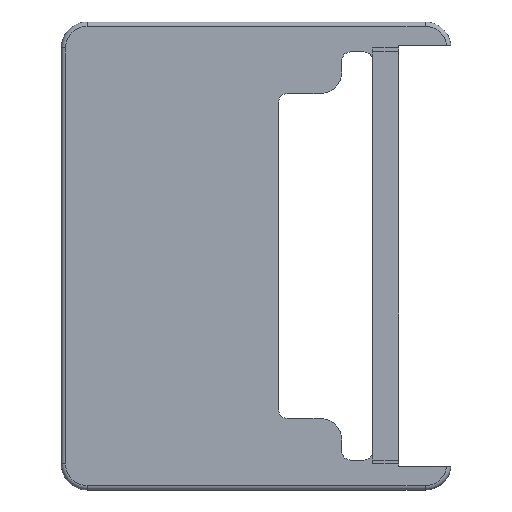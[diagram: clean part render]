
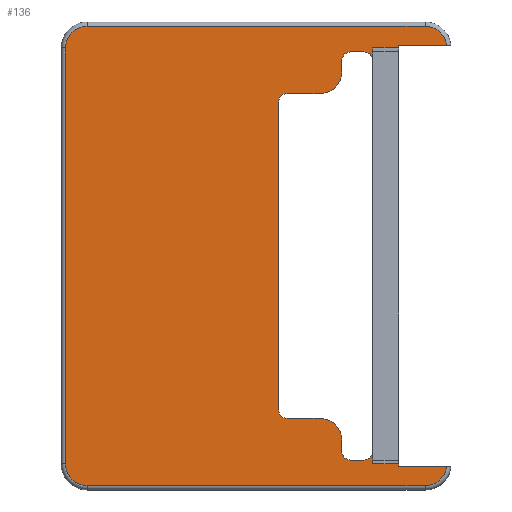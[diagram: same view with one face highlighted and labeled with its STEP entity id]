
A CAD part, top view. The second image highlights one B-rep face of the part: STEP entity #136.
In plain terms, the highlighted planar face has unit normal (0, 0, 1).
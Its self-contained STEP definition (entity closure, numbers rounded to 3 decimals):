
#54 = VERTEX_POINT('',#55);
#55 = CARTESIAN_POINT('',(35.94,49.55,3.2));
#56 = VERTEX_POINT('',#57);
#57 = CARTESIAN_POINT('',(35.94,4.45,3.2));
#63 = EDGE_CURVE('',#56,#64,#66,.T.);
#64 = VERTEX_POINT('',#65);
#65 = CARTESIAN_POINT('',(35.94,3.45,3.2));
#66 = LINE('',#67,#68);
#67 = CARTESIAN_POINT('',(35.94,51.,3.2));
#68 = VECTOR('',#69,1.);
#69 = DIRECTION('',(0.,-1.,0.));
#88 = VERTEX_POINT('',#89);
#89 = CARTESIAN_POINT('',(35.94,50.55,3.2));
#95 = EDGE_CURVE('',#88,#54,#96,.T.);
#96 = LINE('',#97,#98);
#97 = CARTESIAN_POINT('',(35.94,51.,3.2));
#98 = VECTOR('',#99,1.);
#99 = DIRECTION('',(0.,-1.,0.));
#136 = ADVANCED_FACE('',(#137),#389,.T.);
#137 = FACE_BOUND('',#138,.T.);
#138 = EDGE_LOOP('',(#139,#149,#156,#157,#165,#173,#181,#189,#198,#206,
    #215,#223,#232,#240,#249,#257,#265,#273,#279,#280,#289,#297,#306,
    #314,#323,#331,#340,#348,#357,#365,#374,#382));
#139 = ORIENTED_EDGE('',*,*,#140,.T.);
#140 = EDGE_CURVE('',#141,#143,#145,.T.);
#141 = VERTEX_POINT('',#142);
#142 = CARTESIAN_POINT('',(33.4,50.55,3.2));
#143 = VERTEX_POINT('',#144);
#144 = CARTESIAN_POINT('',(34.94,50.55,3.2));
#145 = LINE('',#146,#147);
#146 = CARTESIAN_POINT('',(19.475,50.55,3.2));
#147 = VECTOR('',#148,1.);
#148 = DIRECTION('',(1.,0.,0.));
#149 = ORIENTED_EDGE('',*,*,#150,.F.);
#150 = EDGE_CURVE('',#54,#143,#151,.T.);
#151 = CIRCLE('',#152,1.);
#152 = AXIS2_PLACEMENT_3D('',#153,#154,#155);
#153 = CARTESIAN_POINT('',(34.94,49.55,3.2));
#154 = DIRECTION('',(0.,0.,1.));
#155 = DIRECTION('',(0.,1.,-0.));
#156 = ORIENTED_EDGE('',*,*,#95,.F.);
#157 = ORIENTED_EDGE('',*,*,#158,.F.);
#158 = EDGE_CURVE('',#159,#88,#161,.T.);
#159 = VERTEX_POINT('',#160);
#160 = CARTESIAN_POINT('',(35.94,51.,3.2));
#161 = LINE('',#162,#163);
#162 = CARTESIAN_POINT('',(35.94,51.,3.2));
#163 = VECTOR('',#164,1.);
#164 = DIRECTION('',(0.,-1.,0.));
#165 = ORIENTED_EDGE('',*,*,#166,.F.);
#166 = EDGE_CURVE('',#167,#159,#169,.T.);
#167 = VERTEX_POINT('',#168);
#168 = CARTESIAN_POINT('',(38.94,51.,3.2));
#169 = LINE('',#170,#171);
#170 = CARTESIAN_POINT('',(38.94,51.,3.2));
#171 = VECTOR('',#172,1.);
#172 = DIRECTION('',(-1.,0.,0.));
#173 = ORIENTED_EDGE('',*,*,#174,.T.);
#174 = EDGE_CURVE('',#167,#175,#177,.T.);
#175 = VERTEX_POINT('',#176);
#176 = CARTESIAN_POINT('',(38.94,51.3,3.2));
#177 = LINE('',#178,#179);
#178 = CARTESIAN_POINT('',(38.94,1.35,3.2));
#179 = VECTOR('',#180,1.);
#180 = DIRECTION('',(0.,1.,0.));
#181 = ORIENTED_EDGE('',*,*,#182,.F.);
#182 = EDGE_CURVE('',#183,#175,#185,.T.);
#183 = VERTEX_POINT('',#184);
#184 = CARTESIAN_POINT('',(44.482,51.3,3.2));
#185 = LINE('',#186,#187);
#186 = CARTESIAN_POINT('',(19.47,51.3,3.2));
#187 = VECTOR('',#188,1.);
#188 = DIRECTION('',(-1.,0.,0.));
#189 = ORIENTED_EDGE('',*,*,#190,.F.);
#190 = EDGE_CURVE('',#191,#183,#193,.T.);
#191 = VERTEX_POINT('',#192);
#192 = CARTESIAN_POINT('',(42.,53.5,3.2));
#193 = CIRCLE('',#194,2.5);
#194 = AXIS2_PLACEMENT_3D('',#195,#196,#197);
#195 = CARTESIAN_POINT('',(42.,51.,3.2));
#196 = DIRECTION('',(0.,0.,-1.));
#197 = DIRECTION('',(0.,1.,0.));
#198 = ORIENTED_EDGE('',*,*,#199,.F.);
#199 = EDGE_CURVE('',#200,#191,#202,.T.);
#200 = VERTEX_POINT('',#201);
#201 = CARTESIAN_POINT('',(3.,53.5,3.2));
#202 = LINE('',#203,#204);
#203 = CARTESIAN_POINT('',(3.,53.5,3.2));
#204 = VECTOR('',#205,1.);
#205 = DIRECTION('',(1.,0.,0.));
#206 = ORIENTED_EDGE('',*,*,#207,.F.);
#207 = EDGE_CURVE('',#208,#200,#210,.T.);
#208 = VERTEX_POINT('',#209);
#209 = CARTESIAN_POINT('',(0.5,51.,3.2));
#210 = CIRCLE('',#211,2.5);
#211 = AXIS2_PLACEMENT_3D('',#212,#213,#214);
#212 = CARTESIAN_POINT('',(3.,51.,3.2));
#213 = DIRECTION('',(0.,0.,-1.));
#214 = DIRECTION('',(-1.,0.,0.));
#215 = ORIENTED_EDGE('',*,*,#216,.F.);
#216 = EDGE_CURVE('',#217,#208,#219,.T.);
#217 = VERTEX_POINT('',#218);
#218 = CARTESIAN_POINT('',(0.5,3.,3.2));
#219 = LINE('',#220,#221);
#220 = CARTESIAN_POINT('',(0.5,3.,3.2));
#221 = VECTOR('',#222,1.);
#222 = DIRECTION('',(0.,1.,0.));
#223 = ORIENTED_EDGE('',*,*,#224,.F.);
#224 = EDGE_CURVE('',#225,#217,#227,.T.);
#225 = VERTEX_POINT('',#226);
#226 = CARTESIAN_POINT('',(3.,0.5,3.2));
#227 = CIRCLE('',#228,2.5);
#228 = AXIS2_PLACEMENT_3D('',#229,#230,#231);
#229 = CARTESIAN_POINT('',(3.,3.,3.2));
#230 = DIRECTION('',(-0.,0.,-1.));
#231 = DIRECTION('',(0.,-1.,0.));
#232 = ORIENTED_EDGE('',*,*,#233,.F.);
#233 = EDGE_CURVE('',#234,#225,#236,.T.);
#234 = VERTEX_POINT('',#235);
#235 = CARTESIAN_POINT('',(42.,0.5,3.2));
#236 = LINE('',#237,#238);
#237 = CARTESIAN_POINT('',(42.,0.5,3.2));
#238 = VECTOR('',#239,1.);
#239 = DIRECTION('',(-1.,-0.,-0.));
#240 = ORIENTED_EDGE('',*,*,#241,.F.);
#241 = EDGE_CURVE('',#242,#234,#244,.T.);
#242 = VERTEX_POINT('',#243);
#243 = CARTESIAN_POINT('',(44.482,2.7,3.2));
#244 = CIRCLE('',#245,2.5);
#245 = AXIS2_PLACEMENT_3D('',#246,#247,#248);
#246 = CARTESIAN_POINT('',(42.,3.,3.2));
#247 = DIRECTION('',(0.,0.,-1.));
#248 = DIRECTION('',(1.,0.,0.));
#249 = ORIENTED_EDGE('',*,*,#250,.T.);
#250 = EDGE_CURVE('',#242,#251,#253,.T.);
#251 = VERTEX_POINT('',#252);
#252 = CARTESIAN_POINT('',(38.94,2.7,3.2));
#253 = LINE('',#254,#255);
#254 = CARTESIAN_POINT('',(19.47,2.7,3.2));
#255 = VECTOR('',#256,1.);
#256 = DIRECTION('',(-1.,0.,0.));
#257 = ORIENTED_EDGE('',*,*,#258,.T.);
#258 = EDGE_CURVE('',#251,#259,#261,.T.);
#259 = VERTEX_POINT('',#260);
#260 = CARTESIAN_POINT('',(38.94,3.,3.2));
#261 = LINE('',#262,#263);
#262 = CARTESIAN_POINT('',(38.94,1.35,3.2));
#263 = VECTOR('',#264,1.);
#264 = DIRECTION('',(0.,1.,0.));
#265 = ORIENTED_EDGE('',*,*,#266,.T.);
#266 = EDGE_CURVE('',#259,#267,#269,.T.);
#267 = VERTEX_POINT('',#268);
#268 = CARTESIAN_POINT('',(35.94,3.,3.2));
#269 = LINE('',#270,#271);
#270 = CARTESIAN_POINT('',(38.94,3.,3.2));
#271 = VECTOR('',#272,1.);
#272 = DIRECTION('',(-1.,0.,0.));
#273 = ORIENTED_EDGE('',*,*,#274,.F.);
#274 = EDGE_CURVE('',#64,#267,#275,.T.);
#275 = LINE('',#276,#277);
#276 = CARTESIAN_POINT('',(35.94,51.,3.2));
#277 = VECTOR('',#278,1.);
#278 = DIRECTION('',(0.,-1.,0.));
#279 = ORIENTED_EDGE('',*,*,#63,.F.);
#280 = ORIENTED_EDGE('',*,*,#281,.T.);
#281 = EDGE_CURVE('',#56,#282,#284,.T.);
#282 = VERTEX_POINT('',#283);
#283 = CARTESIAN_POINT('',(34.94,3.45,3.2));
#284 = CIRCLE('',#285,1.);
#285 = AXIS2_PLACEMENT_3D('',#286,#287,#288);
#286 = CARTESIAN_POINT('',(34.94,4.45,3.2));
#287 = DIRECTION('',(-0.,-0.,-1.));
#288 = DIRECTION('',(0.,-1.,0.));
#289 = ORIENTED_EDGE('',*,*,#290,.T.);
#290 = EDGE_CURVE('',#282,#291,#293,.T.);
#291 = VERTEX_POINT('',#292);
#292 = CARTESIAN_POINT('',(33.4,3.45,3.2));
#293 = LINE('',#294,#295);
#294 = CARTESIAN_POINT('',(16.7,3.45,3.2));
#295 = VECTOR('',#296,1.);
#296 = DIRECTION('',(-1.,0.,0.));
#297 = ORIENTED_EDGE('',*,*,#298,.T.);
#298 = EDGE_CURVE('',#291,#299,#301,.T.);
#299 = VERTEX_POINT('',#300);
#300 = CARTESIAN_POINT('',(32.4,4.45,3.2));
#301 = CIRCLE('',#302,1.);
#302 = AXIS2_PLACEMENT_3D('',#303,#304,#305);
#303 = CARTESIAN_POINT('',(33.4,4.45,3.2));
#304 = DIRECTION('',(0.,0.,-1.));
#305 = DIRECTION('',(1.,0.,0.));
#306 = ORIENTED_EDGE('',*,*,#307,.T.);
#307 = EDGE_CURVE('',#299,#308,#310,.T.);
#308 = VERTEX_POINT('',#309);
#309 = CARTESIAN_POINT('',(32.4,5.75,3.2));
#310 = LINE('',#311,#312);
#311 = CARTESIAN_POINT('',(32.4,2.875,3.2));
#312 = VECTOR('',#313,1.);
#313 = DIRECTION('',(0.,1.,0.));
#314 = ORIENTED_EDGE('',*,*,#315,.F.);
#315 = EDGE_CURVE('',#316,#308,#318,.T.);
#316 = VERTEX_POINT('',#317);
#317 = CARTESIAN_POINT('',(29.9,8.25,3.2));
#318 = CIRCLE('',#319,2.5);
#319 = AXIS2_PLACEMENT_3D('',#320,#321,#322);
#320 = CARTESIAN_POINT('',(29.9,5.75,3.2));
#321 = DIRECTION('',(0.,0.,-1.));
#322 = DIRECTION('',(1.,0.,0.));
#323 = ORIENTED_EDGE('',*,*,#324,.T.);
#324 = EDGE_CURVE('',#316,#325,#327,.T.);
#325 = VERTEX_POINT('',#326);
#326 = CARTESIAN_POINT('',(26.1,8.25,3.2));
#327 = LINE('',#328,#329);
#328 = CARTESIAN_POINT('',(13.05,8.25,3.2));
#329 = VECTOR('',#330,1.);
#330 = DIRECTION('',(-1.,0.,0.));
#331 = ORIENTED_EDGE('',*,*,#332,.T.);
#332 = EDGE_CURVE('',#325,#333,#335,.T.);
#333 = VERTEX_POINT('',#334);
#334 = CARTESIAN_POINT('',(25.1,9.25,3.2));
#335 = CIRCLE('',#336,1.);
#336 = AXIS2_PLACEMENT_3D('',#337,#338,#339);
#337 = CARTESIAN_POINT('',(26.1,9.25,3.2));
#338 = DIRECTION('',(0.,0.,-1.));
#339 = DIRECTION('',(1.,0.,0.));
#340 = ORIENTED_EDGE('',*,*,#341,.T.);
#341 = EDGE_CURVE('',#333,#342,#344,.T.);
#342 = VERTEX_POINT('',#343);
#343 = CARTESIAN_POINT('',(25.1,44.75,3.2));
#344 = LINE('',#345,#346);
#345 = CARTESIAN_POINT('',(25.1,22.375,3.2));
#346 = VECTOR('',#347,1.);
#347 = DIRECTION('',(0.,1.,0.));
#348 = ORIENTED_EDGE('',*,*,#349,.T.);
#349 = EDGE_CURVE('',#342,#350,#352,.T.);
#350 = VERTEX_POINT('',#351);
#351 = CARTESIAN_POINT('',(26.1,45.75,3.2));
#352 = CIRCLE('',#353,1.);
#353 = AXIS2_PLACEMENT_3D('',#354,#355,#356);
#354 = CARTESIAN_POINT('',(26.1,44.75,3.2));
#355 = DIRECTION('',(0.,0.,-1.));
#356 = DIRECTION('',(1.,0.,0.));
#357 = ORIENTED_EDGE('',*,*,#358,.T.);
#358 = EDGE_CURVE('',#350,#359,#361,.T.);
#359 = VERTEX_POINT('',#360);
#360 = CARTESIAN_POINT('',(29.9,45.75,3.2));
#361 = LINE('',#362,#363);
#362 = CARTESIAN_POINT('',(14.95,45.75,3.2));
#363 = VECTOR('',#364,1.);
#364 = DIRECTION('',(1.,0.,0.));
#365 = ORIENTED_EDGE('',*,*,#366,.F.);
#366 = EDGE_CURVE('',#367,#359,#369,.T.);
#367 = VERTEX_POINT('',#368);
#368 = CARTESIAN_POINT('',(32.4,48.25,3.2));
#369 = CIRCLE('',#370,2.5);
#370 = AXIS2_PLACEMENT_3D('',#371,#372,#373);
#371 = CARTESIAN_POINT('',(29.9,48.25,3.2));
#372 = DIRECTION('',(0.,0.,-1.));
#373 = DIRECTION('',(1.,0.,0.));
#374 = ORIENTED_EDGE('',*,*,#375,.T.);
#375 = EDGE_CURVE('',#367,#376,#378,.T.);
#376 = VERTEX_POINT('',#377);
#377 = CARTESIAN_POINT('',(32.4,49.55,3.2));
#378 = LINE('',#379,#380);
#379 = CARTESIAN_POINT('',(32.4,24.775,3.2));
#380 = VECTOR('',#381,1.);
#381 = DIRECTION('',(0.,1.,0.));
#382 = ORIENTED_EDGE('',*,*,#383,.T.);
#383 = EDGE_CURVE('',#376,#141,#384,.T.);
#384 = CIRCLE('',#385,1.);
#385 = AXIS2_PLACEMENT_3D('',#386,#387,#388);
#386 = CARTESIAN_POINT('',(33.4,49.55,3.2));
#387 = DIRECTION('',(0.,0.,-1.));
#388 = DIRECTION('',(1.,0.,0.));
#389 = PLANE('',#390);
#390 = AXIS2_PLACEMENT_3D('',#391,#392,#393);
#391 = CARTESIAN_POINT('',(0.,0.,3.2));
#392 = DIRECTION('',(0.,0.,1.));
#393 = DIRECTION('',(1.,0.,0.));
